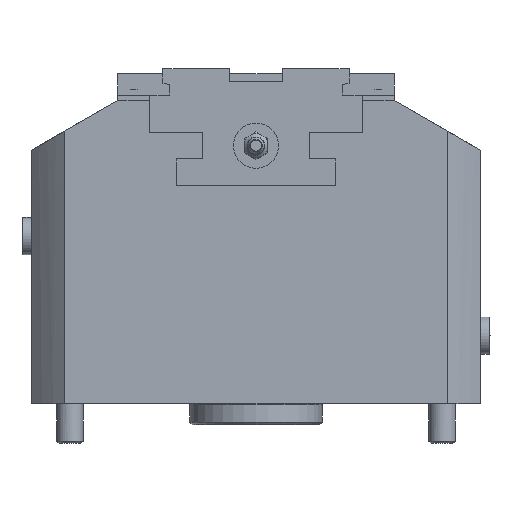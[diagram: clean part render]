
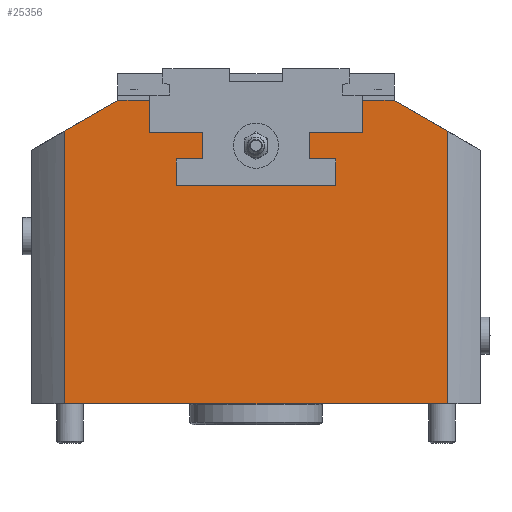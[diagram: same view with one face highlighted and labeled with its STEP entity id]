
A CAD part, front view. The second image highlights one B-rep face of the part: STEP entity #25356.
In plain terms, the highlighted planar face has unit normal (0, -1, 0).
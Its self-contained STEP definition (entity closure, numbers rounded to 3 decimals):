
#1729=PLANE('',#26911);
#2501=FACE_OUTER_BOUND('',#3895,.T.);
#3895=EDGE_LOOP('',(#16541,#16542,#16543,#16544,#16545,#16546,#16547,#16548,
#16549,#16550,#16551,#16552,#16553,#16554,#16555,#16556,#16557,#16558));
#5798=LINE('',#33198,#8104);
#5799=LINE('',#33200,#8105);
#5800=LINE('',#33202,#8106);
#5801=LINE('',#33204,#8107);
#5802=LINE('',#33206,#8108);
#5803=LINE('',#33208,#8109);
#5804=LINE('',#33210,#8110);
#5805=LINE('',#33212,#8111);
#5806=LINE('',#33214,#8112);
#5807=LINE('',#33216,#8113);
#5808=LINE('',#33218,#8114);
#5809=LINE('',#33220,#8115);
#5810=LINE('',#33222,#8116);
#5811=LINE('',#33224,#8117);
#5812=LINE('',#33226,#8118);
#5813=LINE('',#33228,#8119);
#5814=LINE('',#33230,#8120);
#5815=LINE('',#33231,#8121);
#8104=VECTOR('',#28250,10.);
#8105=VECTOR('',#28251,10.);
#8106=VECTOR('',#28252,10.);
#8107=VECTOR('',#28253,10.);
#8108=VECTOR('',#28254,10.);
#8109=VECTOR('',#28255,10.);
#8110=VECTOR('',#28256,10.);
#8111=VECTOR('',#28257,10.);
#8112=VECTOR('',#28258,10.);
#8113=VECTOR('',#28259,10.);
#8114=VECTOR('',#28260,10.);
#8115=VECTOR('',#28261,10.);
#8116=VECTOR('',#28262,10.);
#8117=VECTOR('',#28263,10.);
#8118=VECTOR('',#28264,10.);
#8119=VECTOR('',#28265,10.);
#8120=VECTOR('',#28266,10.);
#8121=VECTOR('',#28267,10.);
#10416=VERTEX_POINT('',#33196);
#10417=VERTEX_POINT('',#33197);
#10418=VERTEX_POINT('',#33199);
#10419=VERTEX_POINT('',#33201);
#10420=VERTEX_POINT('',#33203);
#10421=VERTEX_POINT('',#33205);
#10422=VERTEX_POINT('',#33207);
#10423=VERTEX_POINT('',#33209);
#10424=VERTEX_POINT('',#33211);
#10425=VERTEX_POINT('',#33213);
#10426=VERTEX_POINT('',#33215);
#10427=VERTEX_POINT('',#33217);
#10428=VERTEX_POINT('',#33219);
#10429=VERTEX_POINT('',#33221);
#10430=VERTEX_POINT('',#33223);
#10431=VERTEX_POINT('',#33225);
#10432=VERTEX_POINT('',#33227);
#10433=VERTEX_POINT('',#33229);
#12860=EDGE_CURVE('',#10416,#10417,#5798,.T.);
#12861=EDGE_CURVE('',#10417,#10418,#5799,.T.);
#12862=EDGE_CURVE('',#10418,#10419,#5800,.T.);
#12863=EDGE_CURVE('',#10419,#10420,#5801,.T.);
#12864=EDGE_CURVE('',#10420,#10421,#5802,.T.);
#12865=EDGE_CURVE('',#10421,#10422,#5803,.T.);
#12866=EDGE_CURVE('',#10422,#10423,#5804,.T.);
#12867=EDGE_CURVE('',#10423,#10424,#5805,.T.);
#12868=EDGE_CURVE('',#10425,#10424,#5806,.T.);
#12869=EDGE_CURVE('',#10425,#10426,#5807,.T.);
#12870=EDGE_CURVE('',#10427,#10426,#5808,.T.);
#12871=EDGE_CURVE('',#10427,#10428,#5809,.T.);
#12872=EDGE_CURVE('',#10429,#10428,#5810,.T.);
#12873=EDGE_CURVE('',#10429,#10430,#5811,.T.);
#12874=EDGE_CURVE('',#10431,#10430,#5812,.T.);
#12875=EDGE_CURVE('',#10431,#10432,#5813,.T.);
#12876=EDGE_CURVE('',#10432,#10433,#5814,.T.);
#12877=EDGE_CURVE('',#10433,#10416,#5815,.T.);
#16541=ORIENTED_EDGE('',*,*,#12860,.T.);
#16542=ORIENTED_EDGE('',*,*,#12861,.T.);
#16543=ORIENTED_EDGE('',*,*,#12862,.T.);
#16544=ORIENTED_EDGE('',*,*,#12863,.T.);
#16545=ORIENTED_EDGE('',*,*,#12864,.T.);
#16546=ORIENTED_EDGE('',*,*,#12865,.T.);
#16547=ORIENTED_EDGE('',*,*,#12866,.T.);
#16548=ORIENTED_EDGE('',*,*,#12867,.T.);
#16549=ORIENTED_EDGE('',*,*,#12868,.F.);
#16550=ORIENTED_EDGE('',*,*,#12869,.T.);
#16551=ORIENTED_EDGE('',*,*,#12870,.F.);
#16552=ORIENTED_EDGE('',*,*,#12871,.T.);
#16553=ORIENTED_EDGE('',*,*,#12872,.F.);
#16554=ORIENTED_EDGE('',*,*,#12873,.T.);
#16555=ORIENTED_EDGE('',*,*,#12874,.F.);
#16556=ORIENTED_EDGE('',*,*,#12875,.T.);
#16557=ORIENTED_EDGE('',*,*,#12876,.T.);
#16558=ORIENTED_EDGE('',*,*,#12877,.T.);
#25356=ADVANCED_FACE('',(#2501),#1729,.F.);
#26911=AXIS2_PLACEMENT_3D('',#33195,#28248,#28249);
#28248=DIRECTION('center_axis',(0.,1.,0.));
#28249=DIRECTION('ref_axis',(0.,0.,1.));
#28250=DIRECTION('',(1.,0.,0.));
#28251=DIRECTION('',(0.,0.,-1.));
#28252=DIRECTION('',(-1.,0.,0.));
#28253=DIRECTION('',(0.,0.,1.));
#28254=DIRECTION('',(1.,0.,0.));
#28255=DIRECTION('',(0.,0.,1.));
#28256=DIRECTION('',(-1.,0.,0.));
#28257=DIRECTION('',(0.,0.,1.));
#28258=DIRECTION('',(1.,0.,0.));
#28259=DIRECTION('',(-0.866,0.,-0.5));
#28260=DIRECTION('',(0.,0.,1.));
#28261=DIRECTION('',(1.,0.,0.));
#28262=DIRECTION('',(0.,0.,-1.));
#28263=DIRECTION('',(-0.866,0.,0.5));
#28264=DIRECTION('',(1.,0.,0.));
#28265=DIRECTION('',(0.,0.,-1.));
#28266=DIRECTION('',(-1.,0.,0.));
#28267=DIRECTION('',(0.,0.,-1.));
#33195=CARTESIAN_POINT('Origin',(71.977,-84.5,51.));
#33196=CARTESIAN_POINT('',(20.,-84.5,29.));
#33197=CARTESIAN_POINT('',(30.,-84.5,29.));
#33198=CARTESIAN_POINT('',(20.989,-84.5,29.));
#33199=CARTESIAN_POINT('',(30.,-84.5,19.));
#33200=CARTESIAN_POINT('',(30.,-84.5,40.));
#33201=CARTESIAN_POINT('',(-30.,-84.5,19.));
#33202=CARTESIAN_POINT('',(50.989,-84.5,19.));
#33203=CARTESIAN_POINT('',(-30.,-84.5,29.));
#33204=CARTESIAN_POINT('',(-30.,-84.5,35.));
#33205=CARTESIAN_POINT('',(-20.,-84.5,29.));
#33206=CARTESIAN_POINT('',(25.989,-84.5,29.));
#33207=CARTESIAN_POINT('',(-20.,-84.5,39.));
#33208=CARTESIAN_POINT('',(-20.,-84.5,45.));
#33209=CARTESIAN_POINT('',(-40.,-84.5,39.));
#33210=CARTESIAN_POINT('',(15.989,-84.5,39.));
#33211=CARTESIAN_POINT('',(-40.,-84.5,51.));
#33212=CARTESIAN_POINT('',(-40.,-84.5,51.));
#33213=CARTESIAN_POINT('',(-52.,-84.5,51.));
#33214=CARTESIAN_POINT('',(35.989,-84.5,51.));
#33215=CARTESIAN_POINT('',(-71.977,-84.5,39.466));
#33216=CARTESIAN_POINT('',(-21.758,-84.5,68.46));
#33217=CARTESIAN_POINT('',(-71.977,-84.5,-63.));
#33218=CARTESIAN_POINT('',(-71.977,-84.5,0.));
#33219=CARTESIAN_POINT('',(71.977,-84.5,-63.));
#33220=CARTESIAN_POINT('',(35.989,-84.5,-63.));
#33221=CARTESIAN_POINT('',(71.977,-84.5,39.466));
#33222=CARTESIAN_POINT('',(71.977,-84.5,-71.));
#33223=CARTESIAN_POINT('',(52.,-84.5,51.));
#33224=CARTESIAN_POINT('',(59.492,-84.5,46.675));
#33225=CARTESIAN_POINT('',(40.,-84.5,51.));
#33226=CARTESIAN_POINT('',(35.989,-84.5,51.));
#33227=CARTESIAN_POINT('',(40.,-84.5,39.));
#33228=CARTESIAN_POINT('',(40.,-84.5,45.));
#33229=CARTESIAN_POINT('',(20.,-84.5,39.));
#33230=CARTESIAN_POINT('',(45.989,-84.5,39.));
#33231=CARTESIAN_POINT('',(20.,-84.5,40.));
